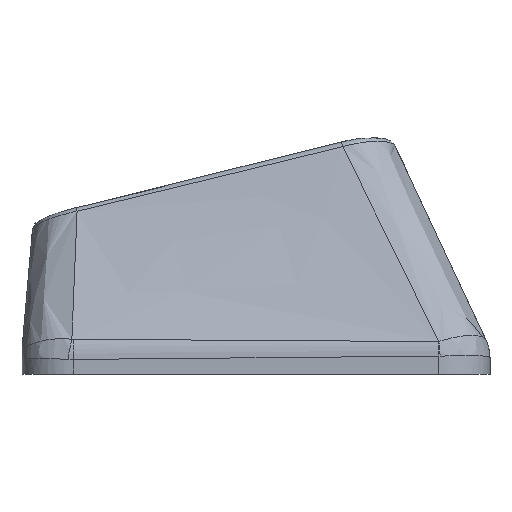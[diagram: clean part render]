
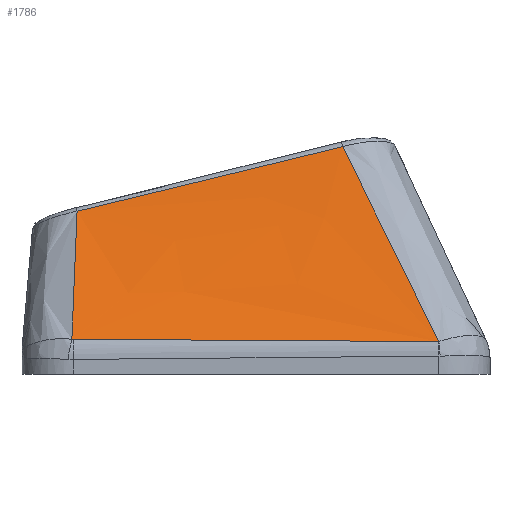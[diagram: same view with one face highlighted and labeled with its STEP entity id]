
A CAD part, left-side view. The second image highlights one B-rep face of the part: STEP entity #1786.
In plain terms, the highlighted free-form (B-spline) face has degree [3, 3] with [4, 4] control points.
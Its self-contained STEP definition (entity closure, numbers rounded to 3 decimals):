
#242=FACE_OUTER_BOUND('',#337,.T.);
#337=EDGE_LOOP('',(#1381,#1382,#1383,#1384,#1385,#1386));
#516=B_SPLINE_CURVE_WITH_KNOTS('',3,(#3808,#3809,#3810,#3811),
 .UNSPECIFIED.,.F.,.F.,(4,4),(0.,0.002),
 .UNSPECIFIED.);
#518=B_SPLINE_CURVE_WITH_KNOTS('',3,(#3835,#3836,#3837,#3838),
 .UNSPECIFIED.,.F.,.F.,(4,4),(0.,1.416),.UNSPECIFIED.);
#520=B_SPLINE_CURVE_WITH_KNOTS('',3,(#3862,#3863,#3864,#3865),
 .UNSPECIFIED.,.F.,.F.,(4,4),(0.,0.006),
 .UNSPECIFIED.);
#535=B_SPLINE_CURVE_WITH_KNOTS('',3,(#4141,#4142,#4143,#4144),
 .UNSPECIFIED.,.F.,.F.,(4,4),(0.028,0.925),
 .UNSPECIFIED.);
#536=B_SPLINE_CURVE_WITH_KNOTS('',3,(#4146,#4147,#4148,#4149),
 .UNSPECIFIED.,.F.,.F.,(4,4),(-1.061,0.),
 .UNSPECIFIED.);
#537=B_SPLINE_CURVE_WITH_KNOTS('',3,(#4150,#4151,#4152,#4153),
 .UNSPECIFIED.,.F.,.F.,(4,4),(-0.604,-0.021),
 .UNSPECIFIED.);
#717=VERTEX_POINT('',#3770);
#719=VERTEX_POINT('',#3801);
#721=VERTEX_POINT('',#3828);
#723=VERTEX_POINT('',#3855);
#739=VERTEX_POINT('',#4140);
#740=VERTEX_POINT('',#4145);
#947=EDGE_CURVE('',#717,#719,#516,.T.);
#950=EDGE_CURVE('',#719,#721,#518,.T.);
#953=EDGE_CURVE('',#721,#723,#520,.T.);
#977=EDGE_CURVE('',#739,#717,#535,.T.);
#978=EDGE_CURVE('',#740,#739,#536,.T.);
#979=EDGE_CURVE('',#723,#740,#537,.T.);
#1381=ORIENTED_EDGE('',*,*,#953,.F.);
#1382=ORIENTED_EDGE('',*,*,#950,.F.);
#1383=ORIENTED_EDGE('',*,*,#947,.F.);
#1384=ORIENTED_EDGE('',*,*,#977,.F.);
#1385=ORIENTED_EDGE('',*,*,#978,.F.);
#1386=ORIENTED_EDGE('',*,*,#979,.F.);
#1724=B_SPLINE_SURFACE_WITH_KNOTS('',3,3,((#4124,#4125,#4126,#4127),(#4128,
#4129,#4130,#4131),(#4132,#4133,#4134,#4135),(#4136,#4137,#4138,#4139)),
 .UNSPECIFIED.,.F.,.F.,.F.,(4,4),(4,4),(0.103,0.893),
(0.029,0.967),.UNSPECIFIED.);
#1786=ADVANCED_FACE('',(#242),#1724,.T.);
#3770=CARTESIAN_POINT('',(-13.732,-7.093,0.272));
#3801=CARTESIAN_POINT('',(-13.732,-7.077,0.271));
#3808=CARTESIAN_POINT('Ctrl Pts',(-13.732,-7.093,0.272));
#3809=CARTESIAN_POINT('Ctrl Pts',(-13.732,-7.088,0.271));
#3810=CARTESIAN_POINT('Ctrl Pts',(-13.732,-7.082,0.271));
#3811=CARTESIAN_POINT('Ctrl Pts',(-13.732,-7.077,0.271));
#3828=CARTESIAN_POINT('',(-13.623,7.09,0.36));
#3835=CARTESIAN_POINT('Ctrl Pts',(-13.732,-7.077,0.271));
#3836=CARTESIAN_POINT('Ctrl Pts',(-13.711,-2.355,0.295));
#3837=CARTESIAN_POINT('Ctrl Pts',(-13.682,2.366,0.323));
#3838=CARTESIAN_POINT('Ctrl Pts',(-13.623,7.09,0.36));
#3855=CARTESIAN_POINT('',(-13.619,7.146,0.365));
#3862=CARTESIAN_POINT('Ctrl Pts',(-13.623,7.09,0.36));
#3863=CARTESIAN_POINT('Ctrl Pts',(-13.623,7.109,0.36));
#3864=CARTESIAN_POINT('Ctrl Pts',(-13.622,7.128,0.362));
#3865=CARTESIAN_POINT('Ctrl Pts',(-13.619,7.146,0.365));
#4124=CARTESIAN_POINT('Ctrl Pts',(-10.607,-3.778,7.932));
#4125=CARTESIAN_POINT('Ctrl Pts',(-11.649,-4.883,5.378));
#4126=CARTESIAN_POINT('Ctrl Pts',(-12.691,-5.988,2.825));
#4127=CARTESIAN_POINT('Ctrl Pts',(-13.732,-7.093,0.271));
#4128=CARTESIAN_POINT('Ctrl Pts',(-10.607,-0.128,7.05));
#4129=CARTESIAN_POINT('Ctrl Pts',(-11.649,-0.868,
4.78));
#4130=CARTESIAN_POINT('Ctrl Pts',(-12.691,-1.608,2.511));
#4131=CARTESIAN_POINT('Ctrl Pts',(-13.732,-2.347,0.241));
#4132=CARTESIAN_POINT('Ctrl Pts',(-10.607,3.522,6.169));
#4133=CARTESIAN_POINT('Ctrl Pts',(-11.649,3.147,4.183));
#4134=CARTESIAN_POINT('Ctrl Pts',(-12.691,2.773,2.197));
#4135=CARTESIAN_POINT('Ctrl Pts',(-13.732,2.399,0.211));
#4136=CARTESIAN_POINT('Ctrl Pts',(-10.607,7.172,5.287));
#4137=CARTESIAN_POINT('Ctrl Pts',(-11.649,7.163,3.585));
#4138=CARTESIAN_POINT('Ctrl Pts',(-12.691,7.154,1.883));
#4139=CARTESIAN_POINT('Ctrl Pts',(-13.732,7.145,0.181));
#4140=CARTESIAN_POINT('',(-10.607,-3.363,7.832));
#4141=CARTESIAN_POINT('Ctrl Pts',(-10.607,-3.363,7.832));
#4142=CARTESIAN_POINT('Ctrl Pts',(-11.663,-4.617,5.32));
#4143=CARTESIAN_POINT('Ctrl Pts',(-12.701,-5.858,2.798));
#4144=CARTESIAN_POINT('Ctrl Pts',(-13.732,-7.093,0.272));
#4145=CARTESIAN_POINT('',(-10.615,6.943,5.329));
#4146=CARTESIAN_POINT('Ctrl Pts',(-10.615,6.943,5.329));
#4147=CARTESIAN_POINT('Ctrl Pts',(-10.614,3.506,6.158));
#4148=CARTESIAN_POINT('Ctrl Pts',(-10.61,0.071,
6.994));
#4149=CARTESIAN_POINT('Ctrl Pts',(-10.607,-3.363,7.832));
#4150=CARTESIAN_POINT('Ctrl Pts',(-13.619,7.146,0.365));
#4151=CARTESIAN_POINT('Ctrl Pts',(-12.61,7.063,2.016));
#4152=CARTESIAN_POINT('Ctrl Pts',(-11.608,6.992,3.671));
#4153=CARTESIAN_POINT('Ctrl Pts',(-10.615,6.943,5.329));
